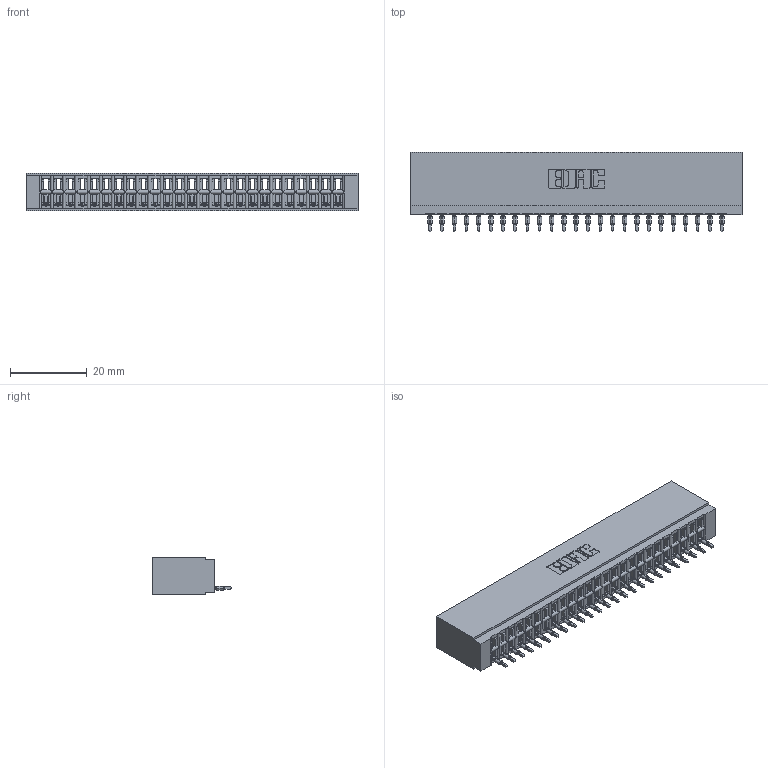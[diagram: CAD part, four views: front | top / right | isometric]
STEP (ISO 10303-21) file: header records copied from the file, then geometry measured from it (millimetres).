
FILE_DESCRIPTION (( 'STEP AP203' ), '1' );
FILE_NAME ('746-025-525-101.STEP', '2020-09-16T04:04:57', ( '' ), ( '' ), 'SwSTEP 2.0', 'SolidWorks 2020', '' );
FILE_SCHEMA (( 'CONFIG_CONTROL_DESIGN' ));
Length unit declared in the file: inch
Products named in the file (3): 746-025-525-101; 746-292-001_525; 746 Part_.515 Slot Depth - 01
Assembly tree (26 placements, depth 2):
  746-025-525-101
    746 Part_.515 Slot Depth - 01
    746-292-001_525  x25
Bounding box: 86.61 x 20.82 x 9.91 mm (x, y, z)
Volume: 9132.8 mm3; surface area: 13136.4 mm2
Topology: 26 solids, 26 shells, 2797 faces, 7938 edges, 5100 vertices
Faces by surface type: plane 1630, cylinder 517, bspline 500, torus 150
Entity records: 40181 total; most frequent: CARTESIAN_POINT 8270, ORIENTED_EDGE 6996, DIRECTION 5820, EDGE_CURVE 3498, LINE 3064, VECTOR 3064, VERTEX_POINT 2316, AXIS2_PLACEMENT_3D 1378
